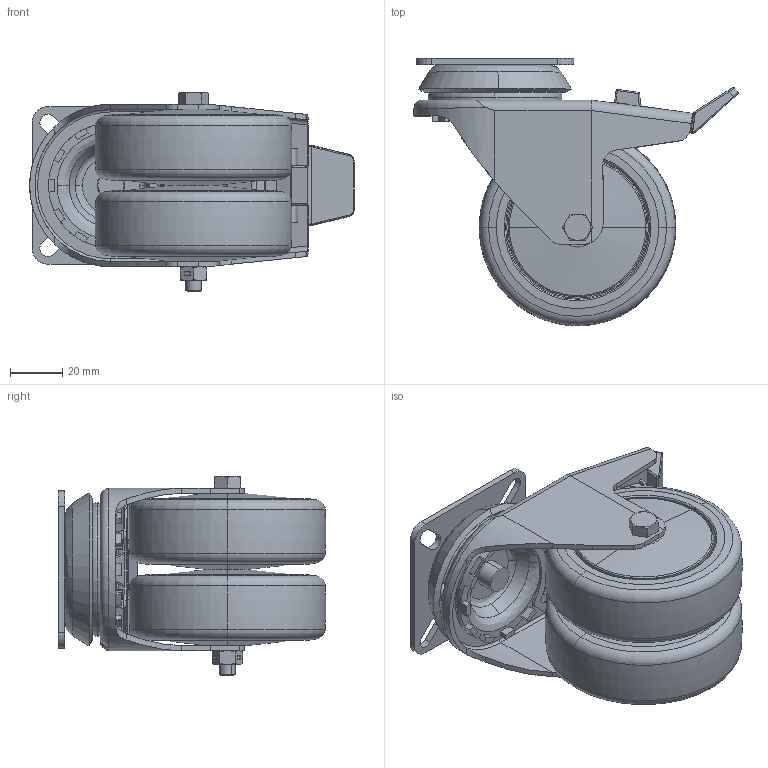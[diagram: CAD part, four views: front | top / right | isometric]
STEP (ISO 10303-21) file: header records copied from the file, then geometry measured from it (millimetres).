
FILE_DESCRIPTION (( 'STEP AP214' ), '1' );
FILE_NAME ('0010861.step', '2022-12-16T14:13:29', ( '' ), ( '' ), 'SwSTEP 2.0', 'SolidWorks 2020', '' );
FILE_SCHEMA (( 'AUTOMOTIVE_DESIGN' ));
Length unit declared in the file: millimetre
Products named in the file (1): 0010861
Bounding box: 123.81 x 101.98 x 76 mm (x, y, z)
Volume: 201301.1 mm3; surface area: 114111.6 mm2
Topology: 16 solids, 16 shells, 811 faces, 1977 edges, 1223 vertices
Faces by surface type: plane 281, cylinder 252, bspline 144, cone 74, torus 60
Entity records: 41484 total; most frequent: CARTESIAN_POINT 14142, ORIENTED_EDGE 3926, DIRECTION 3646, EDGE_CURVE 1963, AXIS2_PLACEMENT_3D 1380, VERTEX_POINT 1223, EDGE_LOOP 888, LINE 886
